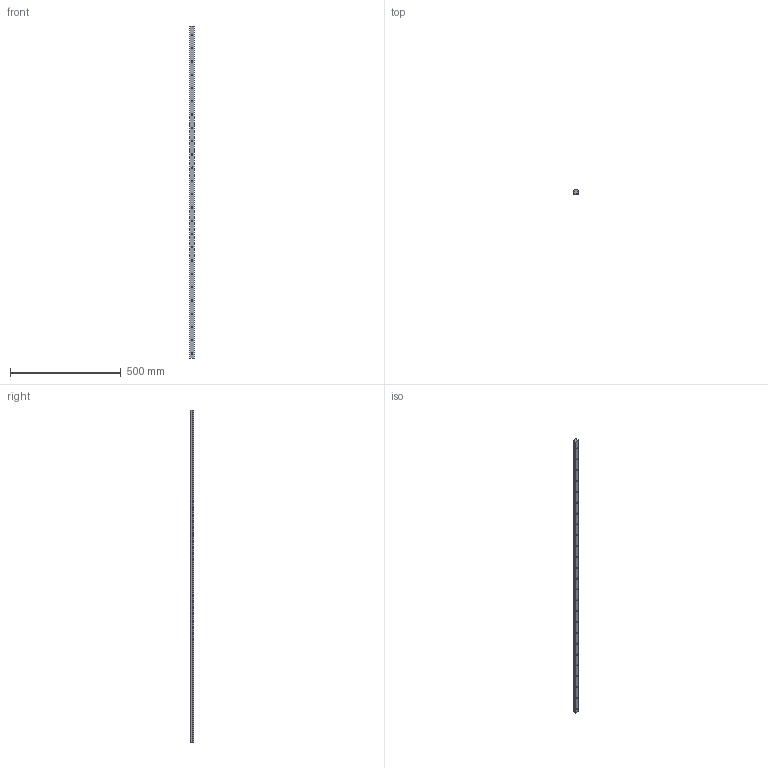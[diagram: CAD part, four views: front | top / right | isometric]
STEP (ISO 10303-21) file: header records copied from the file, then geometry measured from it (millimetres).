
FILE_DESCRIPTION(/* description */ (''),/* implementation_level */ '2;1');
FILE_NAME(/* name */ 'Linear guide rail v1.step',/* time_stamp */ '2023-08-22T00:50:26+08:00',/* author */ (''),/* organization */ (''),/* preprocessor_version */ 'ST-DEVELOPER v20',/* originating_system */ 'Autodesk Translation Framework v12.9.0.99',/* authorisation */ '');
FILE_SCHEMA (('AUTOMOTIVE_DESIGN { 1 0 10303 214 3 1 1 }'));
Length unit declared in the file: millimetre
Products named in the file (1): Linear guide rail
Bounding box: 20 x 17.5 x 1500 mm (x, y, z)
Volume: 422388.3 mm3; surface area: 128831.7 mm2
Topology: 1 solids, 1 shells, 93 faces, 198 edges, 132 vertices
Faces by surface type: cylinder 50, plane 43
Full cylindrical faces by diameter (mm): 6 x25, 9.5 x25
Entity records: 2685 total; most frequent: DIRECTION 486, CARTESIAN_POINT 424, ORIENTED_EDGE 396, EDGE_CURVE 198, AXIS2_PLACEMENT_3D 194, EDGE_LOOP 168, VERTEX_POINT 132, CIRCLE 100
